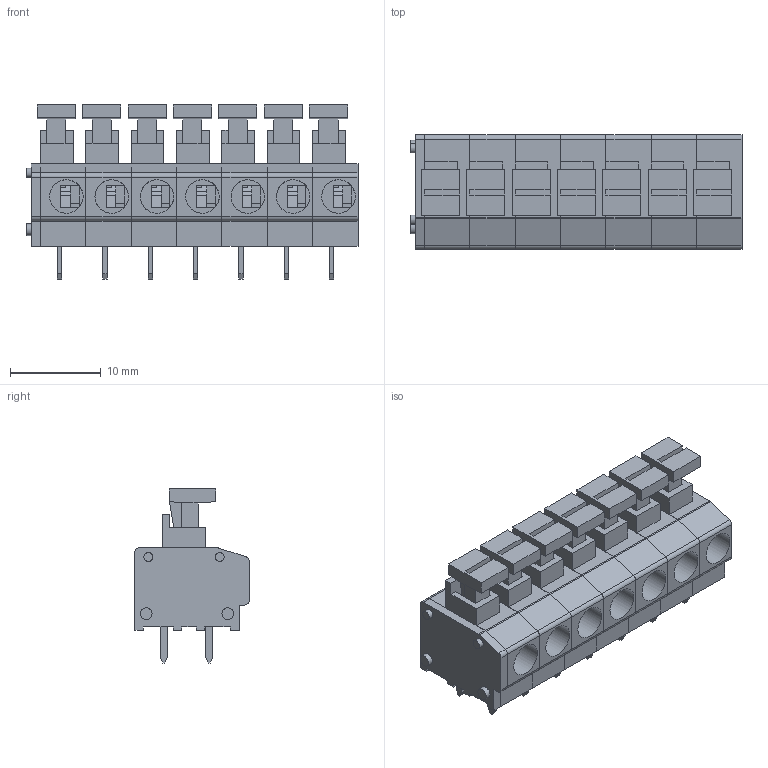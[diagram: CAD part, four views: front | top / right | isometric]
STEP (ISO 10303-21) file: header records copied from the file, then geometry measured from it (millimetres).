
FILE_DESCRIPTION( ( 'Unknown' ), '1' );
FILE_NAME( '691411710007B.stp', 'Unknown', ( 'Unknown' ), ( 'Unknown' ), 'PSStep 17.0.49', 'Unknown', ' ' );
FILE_SCHEMA( ( 'AUTOMOTIVE_DESIGN { 1 0 10303 214 1 1 1 1 }' ) );
Length unit declared in the file: millimetre
Products named in the file (7): 6914117100xx_MODULE; 6914117100xx; 6914117100xx_Levier; 6914117100xx_LAME; 6914117100xx_PIN; Assem1; 6914117100xx_Capot
Assembly tree (12 placements, depth 3):
  Assem1
    6914117100xx_Capot
    6914117100xx_MODULE  x7
      6914117100xx
      6914117100xx_Levier
      6914117100xx_LAME
      6914117100xx_PIN
Bounding box: 36.6 x 12.6 x 19.2 mm (x, y, z)
Volume: 3214.4 mm3; surface area: 8182.1 mm2
Topology: 29 solids, 29 shells, 1331 faces, 3588 edges, 2357 vertices
Faces by surface type: plane 1099, cylinder 218, bspline 14
Full cylindrical faces by diameter (mm): 1 x30, 1.3 x30, 3.7 x7
Entity records: 8560 total; most frequent: CARTESIAN_POINT 1230, ORIENTED_EDGE 1136, DIRECTION 1097, EDGE_CURVE 568, LINE 485, VECTOR 485, VERTEX_POINT 382, AXIS2_PLACEMENT_3D 306
